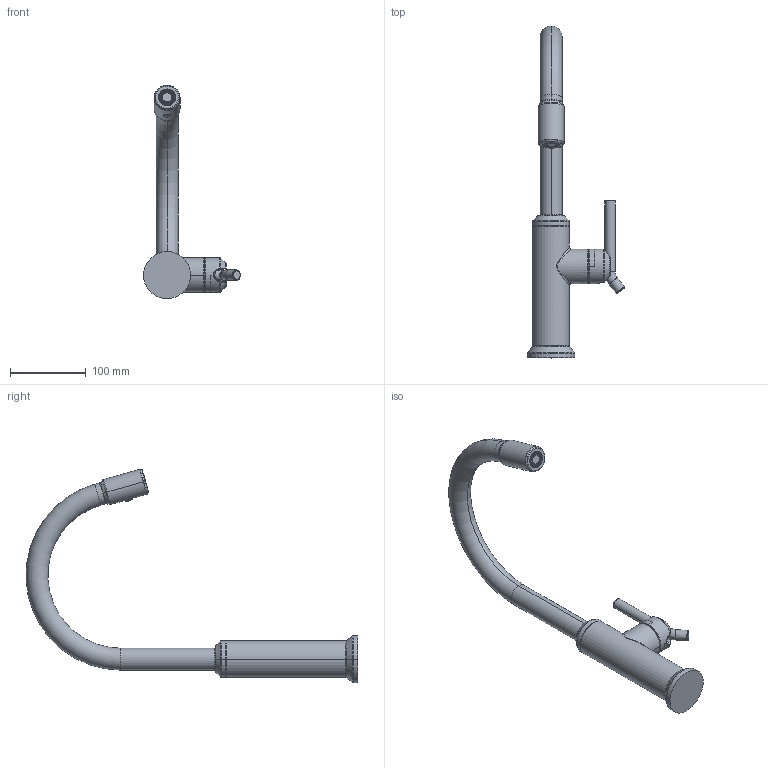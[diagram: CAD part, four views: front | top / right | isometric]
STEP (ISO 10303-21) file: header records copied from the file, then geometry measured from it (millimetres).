
FILE_DESCRIPTION((''),'2;1');
FILE_NAME('12448','2021-04-09T11:13:14',('jinson.thomas'),(''),'CREO PARAMETRIC BY PTC INC, 2018400','CREO PARAMETRIC BY PTC INC, 2018400','');
FILE_SCHEMA(('CONFIG_CONTROL_DESIGN'));
Length unit declared in the file: inch
Products named in the file (1): 12448
Bounding box: 128.13 x 438.67 x 282.11 mm (x, y, z)
Volume: 805478.9 mm3; surface area: 96684.3 mm2
Topology: 1 solids, 1 shells, 323 faces, 806 edges, 496 vertices
Faces by surface type: plane 122, cylinder 95, torus 42, cone 34, bspline 26, sphere 4
Entity records: 11749 total; most frequent: CARTESIAN_POINT 4324, ORIENTED_EDGE 1608, DIRECTION 1507, EDGE_CURVE 804, AXIS2_PLACEMENT_3D 641, VERTEX_POINT 496, CIRCLE 344, EDGE_LOOP 336
